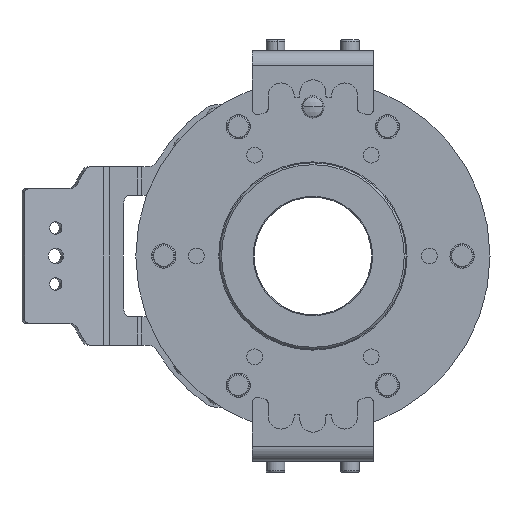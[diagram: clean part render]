
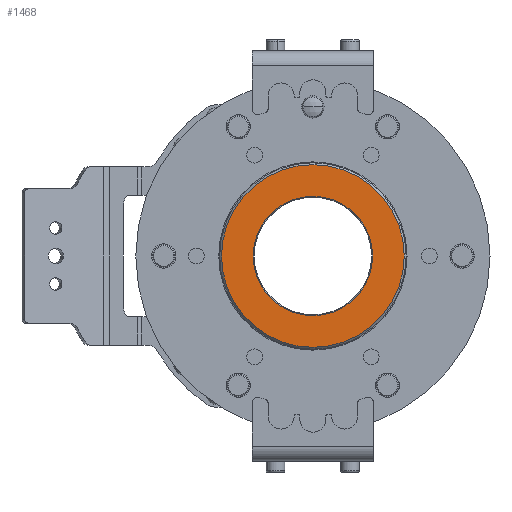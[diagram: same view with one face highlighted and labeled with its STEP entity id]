
A CAD part, left-side view. The second image highlights one B-rep face of the part: STEP entity #1468.
In plain terms, the highlighted planar face has unit normal (-1, 0, 0).
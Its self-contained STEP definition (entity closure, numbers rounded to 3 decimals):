
#316 = DIRECTION ( 'NONE',  ( 0., 0., 1. ) ) ;
#764 = ORIENTED_EDGE ( 'NONE', *, *, #15026, .T. ) ;
#794 = CARTESIAN_POINT ( 'NONE',  ( 1407.377, 1393.93, 2973.016 ) ) ;
#977 = CARTESIAN_POINT ( 'NONE',  ( 1407.377, 1393.93, 2941.016 ) ) ;
#1468 = ADVANCED_FACE ( 'NONE', ( #13131, #12678 ), #12649, .T. ) ;
#1600 = ORIENTED_EDGE ( 'NONE', *, *, #10371, .T. ) ;
#2041 = ORIENTED_EDGE ( 'NONE', *, *, #13808, .T. ) ;
#2247 = AXIS2_PLACEMENT_3D ( 'NONE', #11327, #2399, #12808 ) ;
#2344 = CIRCLE ( 'NONE', #10200, 49. ) ;
#2399 = DIRECTION ( 'NONE',  ( 1., 0., 0. ) ) ;
#3073 = CARTESIAN_POINT ( 'NONE',  ( 1407.377, 1393.93, 2924.016 ) ) ;
#3304 = CARTESIAN_POINT ( 'NONE',  ( 1407.377, 1393.93, 3022.016 ) ) ;
#3503 = DIRECTION ( 'NONE',  ( -1., 0., 0. ) ) ;
#3799 = DIRECTION ( 'NONE',  ( -1., 0., 0. ) ) ;
#4624 = EDGE_LOOP ( 'NONE', ( #2041, #1600 ) ) ;
#5136 = EDGE_LOOP ( 'NONE', ( #9102, #764 ) ) ;
#8333 = CIRCLE ( 'NONE', #13989, 32. ) ;
#8723 = DIRECTION ( 'NONE',  ( -1., 0., 0. ) ) ;
#9102 = ORIENTED_EDGE ( 'NONE', *, *, #15327, .T. ) ;
#9223 = DIRECTION ( 'NONE',  ( 1., 0., 0. ) ) ;
#10200 = AXIS2_PLACEMENT_3D ( 'NONE', #12412, #3503, #13890 ) ;
#10209 = VERTEX_POINT ( 'NONE', #17166 ) ;
#10371 = EDGE_CURVE ( 'NONE', #16780, #13062, #19000, .T. ) ;
#11327 = CARTESIAN_POINT ( 'NONE',  ( 1407.377, 1393.93, 2973.016 ) ) ;
#12412 = CARTESIAN_POINT ( 'NONE',  ( 1407.377, 1393.93, 2973.016 ) ) ;
#12649 = PLANE ( 'NONE',  #15019 ) ;
#12678 = FACE_BOUND ( 'NONE', #5136, .T. ) ;
#12808 = DIRECTION ( 'NONE',  ( 0., 0., 1. ) ) ;
#12848 = VERTEX_POINT ( 'NONE', #977 ) ;
#13000 = CIRCLE ( 'NONE', #2247, 32. ) ;
#13062 = VERTEX_POINT ( 'NONE', #3073 ) ;
#13131 = FACE_OUTER_BOUND ( 'NONE', #4624, .T. ) ;
#13808 = EDGE_CURVE ( 'NONE', #13062, #16780, #2344, .T. ) ;
#13890 = DIRECTION ( 'NONE',  ( 0., 0., 1. ) ) ;
#13989 = AXIS2_PLACEMENT_3D ( 'NONE', #18123, #9223, #316 ) ;
#14199 = DIRECTION ( 'NONE',  ( 0., 0., 1. ) ) ;
#15019 = AXIS2_PLACEMENT_3D ( 'NONE', #794, #3799, #14199 ) ;
#15026 = EDGE_CURVE ( 'NONE', #12848, #10209, #13000, .T. ) ;
#15327 = EDGE_CURVE ( 'NONE', #10209, #12848, #8333, .T. ) ;
#16780 = VERTEX_POINT ( 'NONE', #3304 ) ;
#17166 = CARTESIAN_POINT ( 'NONE',  ( 1407.377, 1393.93, 3005.016 ) ) ;
#17614 = CARTESIAN_POINT ( 'NONE',  ( 1407.377, 1393.93, 2973.016 ) ) ;
#18111 = AXIS2_PLACEMENT_3D ( 'NONE', #17614, #8723, #19116 ) ;
#18123 = CARTESIAN_POINT ( 'NONE',  ( 1407.377, 1393.93, 2973.016 ) ) ;
#19000 = CIRCLE ( 'NONE', #18111, 49. ) ;
#19116 = DIRECTION ( 'NONE',  ( 0., 0., 1. ) ) ;
